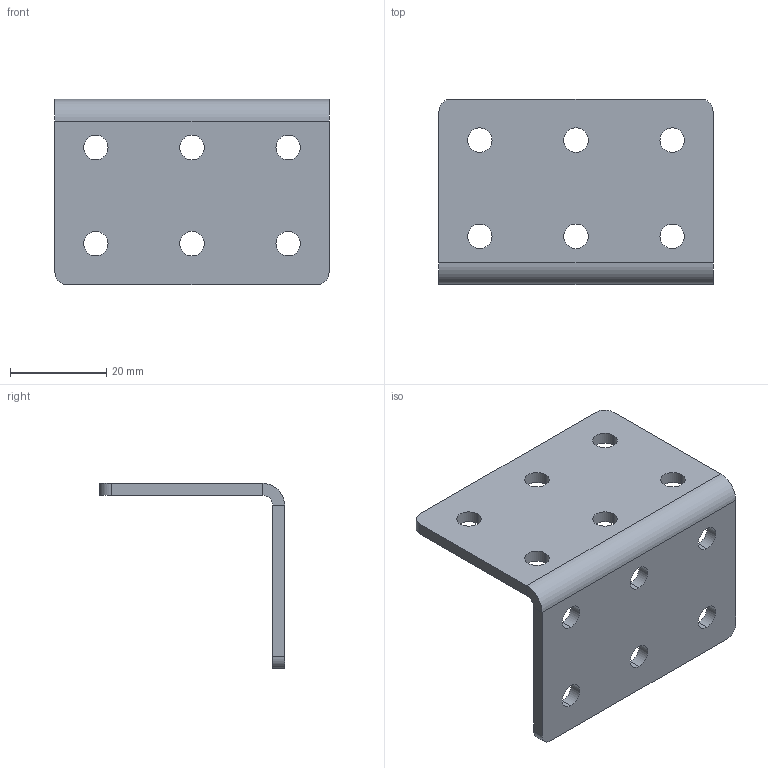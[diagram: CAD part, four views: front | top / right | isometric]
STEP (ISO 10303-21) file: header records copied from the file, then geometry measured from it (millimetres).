
FILE_DESCRIPTION (( 'STEP AP214' ), '1' );
FILE_NAME ('SNS.20.01.67 Óãîëîê_40õ60L(M55).STEP', '2014-12-30T07:47:19', ( 'XTreme.ws' ), ( 'XTreme.ws' ), 'SwSTEP 2.0', 'SolidWorks 2014', '' );
FILE_SCHEMA (( 'AUTOMOTIVE_DESIGN' ));
Length unit declared in the file: millimetre
Products named in the file (2): SNS.20.01.67 Óãîëîê_40õ60L(M55)
Bounding box: 57 x 38.5 x 38.5 mm (x, y, z)
Volume: 9791.2 mm3; surface area: 8953.4 mm2
Topology: 1 solids, 1 shells, 42 faces, 112 edges, 72 vertices
Faces by surface type: cylinder 30, plane 12
Entity records: 1429 total; most frequent: DIRECTION 260, CARTESIAN_POINT 228, ORIENTED_EDGE 224, EDGE_CURVE 112, AXIS2_PLACEMENT_3D 104, VERTEX_POINT 72, EDGE_LOOP 66, CIRCLE 60
